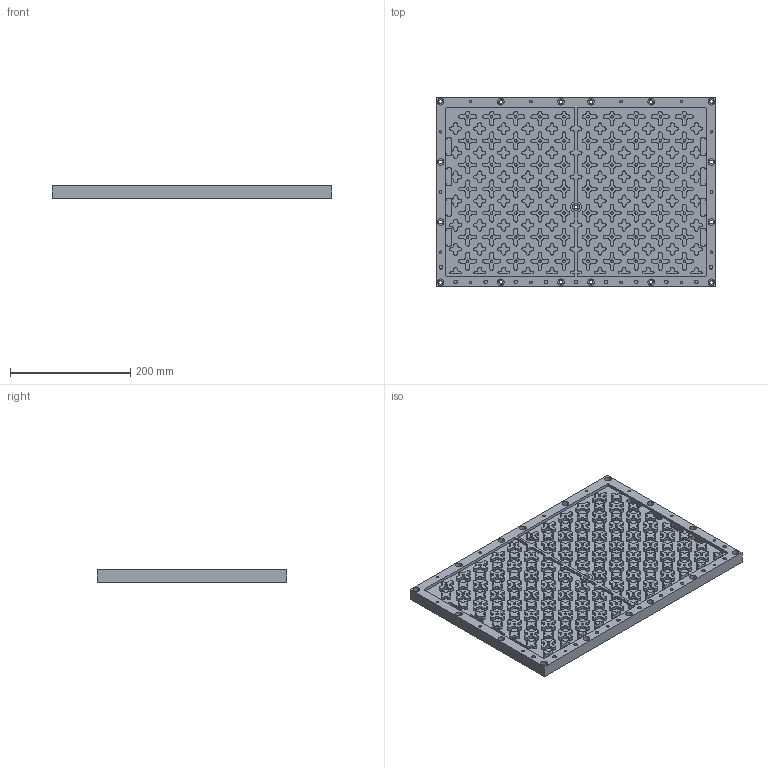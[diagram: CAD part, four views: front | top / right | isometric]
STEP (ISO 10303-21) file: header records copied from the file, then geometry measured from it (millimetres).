
FILE_DESCRIPTION(/* description */ (''),/* implementation_level */ '2;1');
FILE_NAME(/* name */ 'Base Plate.step',/* time_stamp */ '2022-09-26T20:42:41+02:00',/* author */ (''),/* organization */ (''),/* preprocessor_version */ 'ST-DEVELOPER v19',/* originating_system */ 'Autodesk Translation Framework v11.7.0.108',/* authorisation */ '');
FILE_SCHEMA (('AUTOMOTIVE_DESIGN { 1 0 10303 214 3 1 1 }'));
Products named in the file (1): Base Plate
Bounding box: 465 x 315 x 20 mm (x, y, z)
Volume: 2437731.3 mm3; surface area: 423942.7 mm2
Topology: 1 solids, 1 shells, 2799 faces, 7647 edges, 5098 vertices
Faces by surface type: plane 1414, cylinder 1385
Full cylindrical faces by diameter (mm): 4.2 x84, 6 x28, 11 x17
Entity records: 89492 total; most frequent: DIRECTION 16017, CARTESIAN_POINT 15545, ORIENTED_EDGE 15294, EDGE_CURVE 7647, AXIS2_PLACEMENT_3D 5570, VERTEX_POINT 5098, LINE 4877, VECTOR 4877
